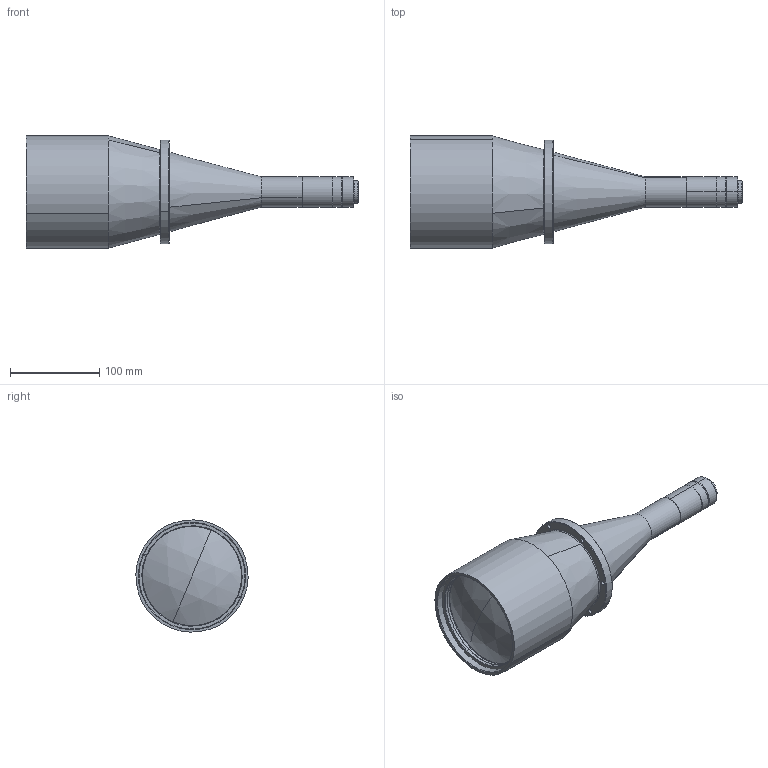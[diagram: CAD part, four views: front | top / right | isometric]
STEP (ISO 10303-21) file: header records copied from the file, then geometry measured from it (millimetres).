
FILE_DESCRIPTION (( 'STEP AP214' ), '1' );
FILE_NAME ('TTL16-105-160C.STEP', '2023-05-12T07:56:38', ( '' ), ( '' ), 'SwSTEP 2.0', 'SolidWorks 2022', '' );
FILE_SCHEMA (( 'AUTOMOTIVE_DESIGN' ));
Length unit declared in the file: millimetre
Products named in the file (1): TTL16-105-160C
Bounding box: 372.3 x 125.9 x 125.9 mm (x, y, z)
Volume: 757133.7 mm3; surface area: 251049.2 mm2
Topology: 20 solids, 20 shells, 409 faces, 863 edges, 535 vertices
Faces by surface type: cylinder 168, cone 109, plane 90, bspline 42
Entity records: 17192 total; most frequent: CARTESIAN_POINT 3384, DIRECTION 2093, ORIENTED_EDGE 1726, AXIS2_PLACEMENT_3D 896, EDGE_CURVE 863, VERTEX_POINT 535, CIRCLE 528, EDGE_LOOP 494
